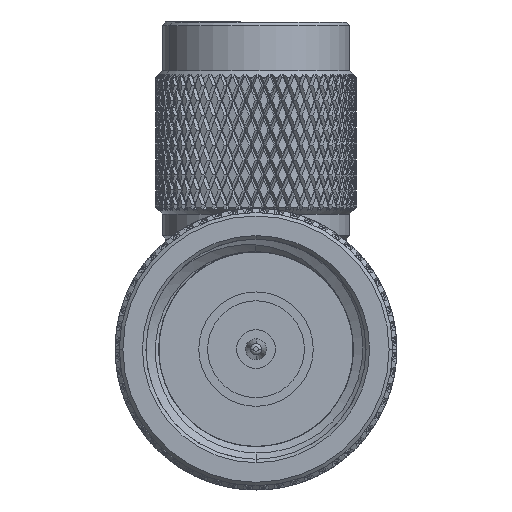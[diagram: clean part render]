
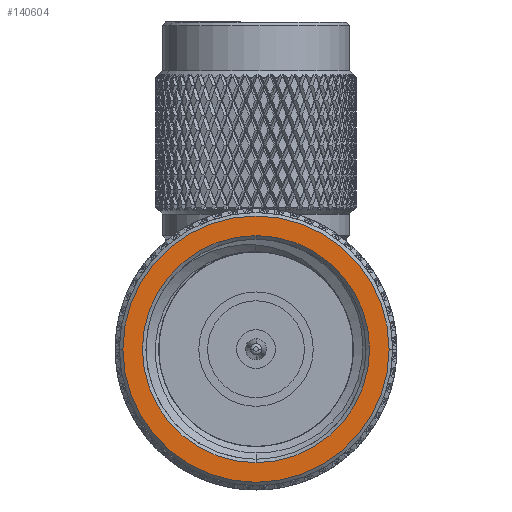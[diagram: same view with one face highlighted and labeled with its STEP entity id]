
A CAD part, left-side view. The second image highlights one B-rep face of the part: STEP entity #140604.
In plain terms, the highlighted planar face has unit normal (-1, 0, 0).
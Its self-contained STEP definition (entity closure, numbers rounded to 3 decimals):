
#95 = CARTESIAN_POINT ( 'NONE',  ( 0., 0., 8.191 ) ) ;
#1135 = VERTEX_POINT ( 'NONE', #95 ) ;
#4323 = EDGE_CURVE ( 'NONE', #151965, #1135, #30288, .T. ) ;
#8828 = EDGE_LOOP ( 'NONE', ( #199575, #20274 ) ) ;
#17307 = DIRECTION ( 'NONE',  ( 1., 0., 0. ) ) ;
#18030 = DIRECTION ( 'NONE',  ( 0., -1., 0. ) ) ;
#20274 = ORIENTED_EDGE ( 'NONE', *, *, #4323, .T. ) ;
#28921 = EDGE_CURVE ( 'NONE', #116756, #73194, #40572, .T. ) ;
#30288 = CIRCLE ( 'NONE', #154181, 8.191 ) ;
#40572 = CIRCLE ( 'NONE', #144848, 9.603 ) ;
#45634 = DIRECTION ( 'NONE',  ( -1., 0., 0. ) ) ;
#50235 = DIRECTION ( 'NONE',  ( 0., -1., 0. ) ) ;
#53260 = DIRECTION ( 'NONE',  ( 0., -1., 0. ) ) ;
#65554 = CARTESIAN_POINT ( 'NONE',  ( 0., 0., 0. ) ) ;
#73194 = VERTEX_POINT ( 'NONE', #181052 ) ;
#82528 = CARTESIAN_POINT ( 'NONE',  ( 0., 0., 0. ) ) ;
#93820 = DIRECTION ( 'NONE',  ( 0., -1., 0. ) ) ;
#94023 = DIRECTION ( 'NONE',  ( 0., -1., 0. ) ) ;
#97204 = CIRCLE ( 'NONE', #159074, 8.191 ) ;
#97687 = AXIS2_PLACEMENT_3D ( 'NONE', #110842, #45634, #18030 ) ;
#102975 = EDGE_LOOP ( 'NONE', ( #177566, #116501 ) ) ;
#105909 = EDGE_CURVE ( 'NONE', #73194, #116756, #178374, .T. ) ;
#107331 = DIRECTION ( 'NONE',  ( -1., 0., 0. ) ) ;
#110842 = CARTESIAN_POINT ( 'NONE',  ( 0., 9.857, 0. ) ) ;
#116501 = ORIENTED_EDGE ( 'NONE', *, *, #105909, .T. ) ;
#116756 = VERTEX_POINT ( 'NONE', #126281 ) ;
#119437 = CARTESIAN_POINT ( 'NONE',  ( 0., 0., -8.191 ) ) ;
#126281 = CARTESIAN_POINT ( 'NONE',  ( 0., 9.603, 0. ) ) ;
#126665 = CARTESIAN_POINT ( 'NONE',  ( 0., 0., 0. ) ) ;
#130772 = CARTESIAN_POINT ( 'NONE',  ( 0., 0., 0. ) ) ;
#140604 = ADVANCED_FACE ( 'NONE', ( #186381, #141480 ), #169049, .T. ) ;
#141480 = FACE_OUTER_BOUND ( 'NONE', #102975, .T. ) ;
#144848 = AXIS2_PLACEMENT_3D ( 'NONE', #126665, #107331, #94023 ) ;
#151965 = VERTEX_POINT ( 'NONE', #119437 ) ;
#154181 = AXIS2_PLACEMENT_3D ( 'NONE', #130772, #192994, #53260 ) ;
#159074 = AXIS2_PLACEMENT_3D ( 'NONE', #82528, #17307, #93820 ) ;
#169049 = PLANE ( 'NONE',  #97687 ) ;
#177566 = ORIENTED_EDGE ( 'NONE', *, *, #28921, .T. ) ;
#178374 = CIRCLE ( 'NONE', #184972, 9.603 ) ;
#181052 = CARTESIAN_POINT ( 'NONE',  ( 0., -9.603, 0. ) ) ;
#184972 = AXIS2_PLACEMENT_3D ( 'NONE', #65554, #189972, #50235 ) ;
#186381 = FACE_BOUND ( 'NONE', #8828, .T. ) ;
#189972 = DIRECTION ( 'NONE',  ( -1., 0., 0. ) ) ;
#192994 = DIRECTION ( 'NONE',  ( 1., 0., 0. ) ) ;
#199452 = EDGE_CURVE ( 'NONE', #1135, #151965, #97204, .T. ) ;
#199575 = ORIENTED_EDGE ( 'NONE', *, *, #199452, .T. ) ;
